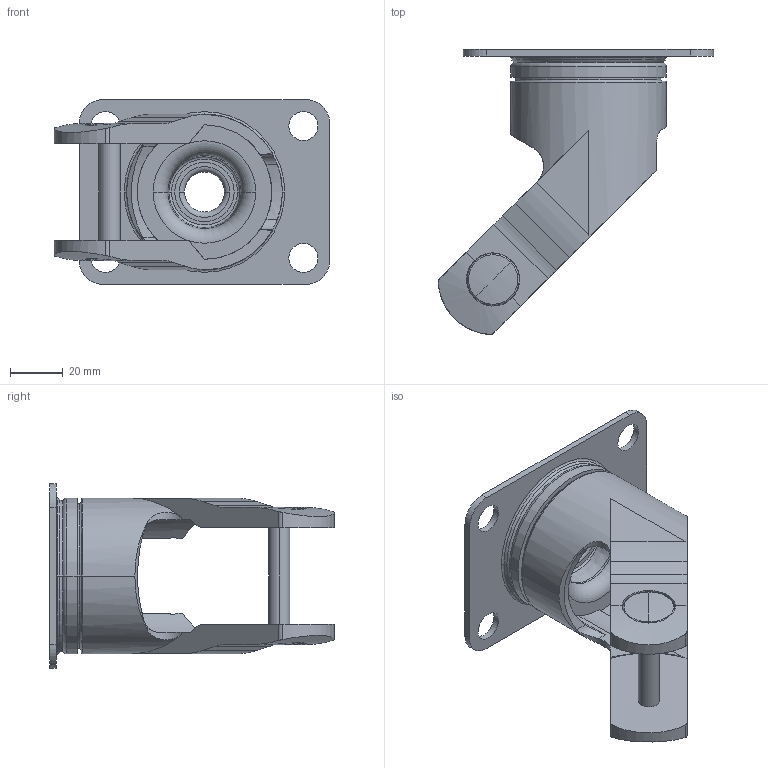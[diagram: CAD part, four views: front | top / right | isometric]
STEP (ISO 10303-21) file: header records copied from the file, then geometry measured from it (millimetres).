
FILE_DESCRIPTION((''),'2;1');
FILE_NAME('RF_A','2017-05-22T',('salasloc'),(''),'CREO PARAMETRIC BY PTC INC, 2015080','CREO PARAMETRIC BY PTC INC, 2015080','');
FILE_SCHEMA(('CONFIG_CONTROL_DESIGN'));
Length unit declared in the file: millimetre
Products named in the file (1): RF_A
Bounding box: 104.45 x 108.01 x 70 mm (x, y, z)
Volume: 102766 mm3; surface area: 37764.9 mm2
Topology: 1 solids, 1 shells, 151 faces, 377 edges, 234 vertices
Faces by surface type: cylinder 52, plane 39, torus 38, cone 18, sphere 4
Entity records: 5011 total; most frequent: CARTESIAN_POINT 1314, DIRECTION 806, ORIENTED_EDGE 746, EDGE_CURVE 373, AXIS2_PLACEMENT_3D 335, VERTEX_POINT 234, CIRCLE 184, EDGE_LOOP 173
